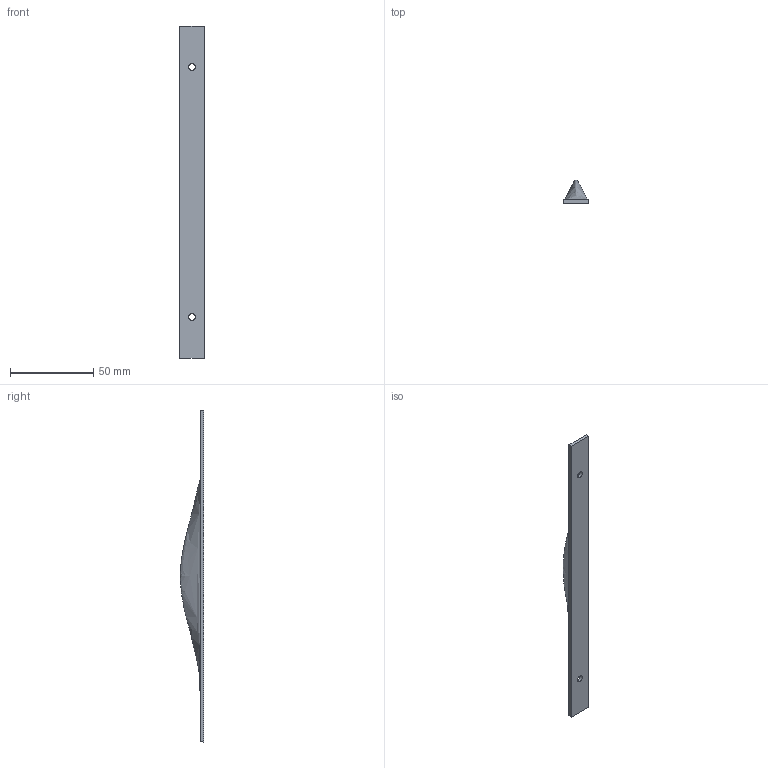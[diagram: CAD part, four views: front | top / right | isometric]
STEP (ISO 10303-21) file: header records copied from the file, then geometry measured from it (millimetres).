
FILE_DESCRIPTION (( 'STEP AP214' ), '1' );
FILE_NAME ('ball_mover.STEP', '2025-04-18T07:22:23', ( '' ), ( '' ), 'SwSTEP 2.0', 'SolidWorks 2024', '' );
FILE_SCHEMA (( 'AUTOMOTIVE_DESIGN' ));
Length unit declared in the file: millimetre
Products named in the file (1): ball_mover
Bounding box: 15 x 14 x 200 mm (x, y, z)
Volume: 12722.5 mm3; surface area: 7645.9 mm2
Topology: 1 solids, 1 shells, 10 faces, 24 edges, 16 vertices
Faces by surface type: plane 5, cylinder 4, bspline 1
Entity records: 583 total; most frequent: CARTESIAN_POINT 330, ORIENTED_EDGE 48, DIRECTION 40, EDGE_CURVE 24, VERTEX_POINT 16, AXIS2_PLACEMENT_3D 14, EDGE_LOOP 14, LINE 12
